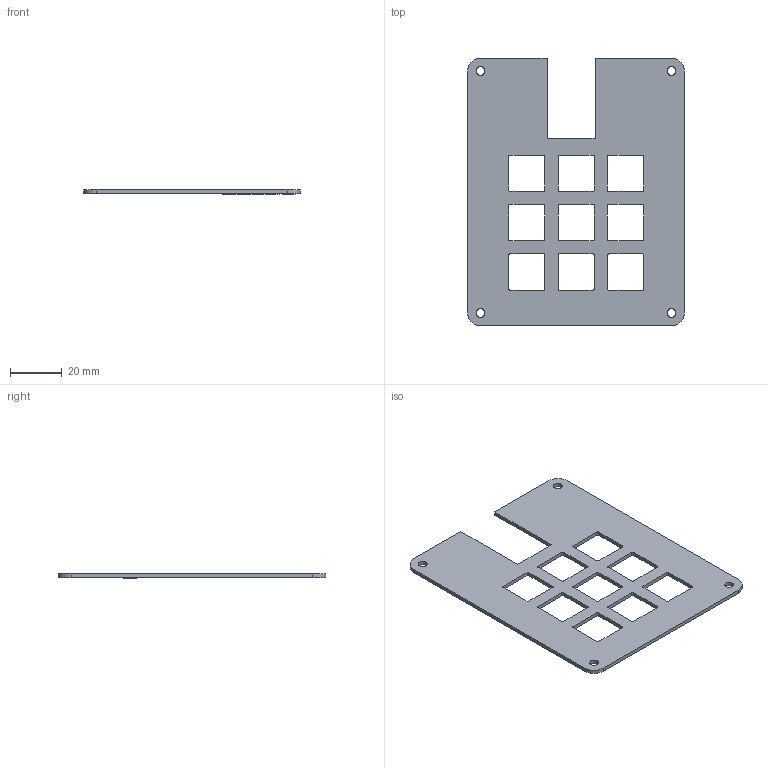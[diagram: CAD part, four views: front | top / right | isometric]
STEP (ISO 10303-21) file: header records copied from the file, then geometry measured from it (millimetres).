
FILE_DESCRIPTION(/* description */ (''),/* implementation_level */ '2;1');
FILE_NAME(/* name */ 'TOP plate.step',/* time_stamp */ '2025-12-19T09:01:45+05:30',/* author */ (''),/* organization */ (''),/* preprocessor_version */ 'ST-DEVELOPER v20.1',/* originating_system */ 'Autodesk Translation Framework v14.21.0.0',/* authorisation */ '');
FILE_SCHEMA (('AUTOMOTIVE_DESIGN { 1 0 10303 214 3 1 1 }'));
Length unit declared in the file: millimetre
Products named in the file (1): 2025-12-18-20-44-11-733
Bounding box: 83.62 x 103.26 x 1.7 mm (x, y, z)
Volume: 9371 mm3; surface area: 13962.8 mm2
Topology: 1 solids, 1 shells, 186 faces, 525 edges, 350 vertices
Faces by surface type: plane 118, cylinder 44, bspline 24
Full cylindrical faces by diameter (mm): 3.4 x4
Entity records: 6302 total; most frequent: CARTESIAN_POINT 1470, ORIENTED_EDGE 1050, DIRECTION 891, EDGE_CURVE 525, LINE 389, VECTOR 389, VERTEX_POINT 350, AXIS2_PLACEMENT_3D 251
